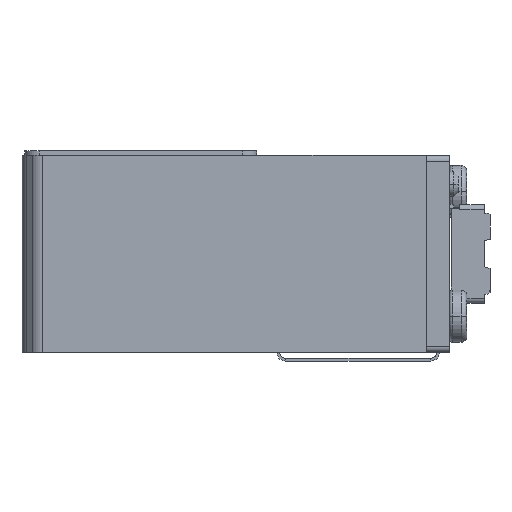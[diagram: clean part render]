
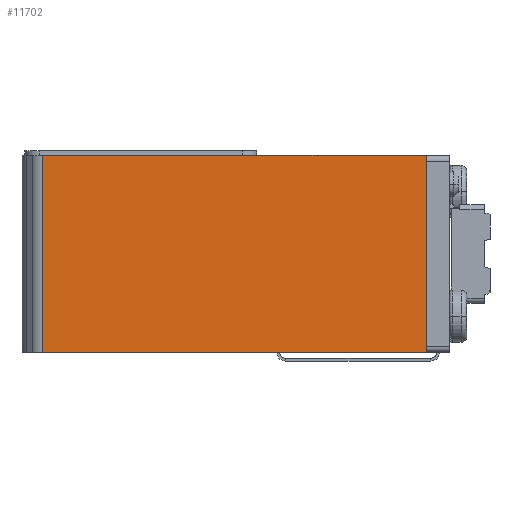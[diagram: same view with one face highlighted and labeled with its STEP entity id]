
A CAD part, left-side view. The second image highlights one B-rep face of the part: STEP entity #11702.
In plain terms, the highlighted planar face has unit normal (-1, 0, 0).
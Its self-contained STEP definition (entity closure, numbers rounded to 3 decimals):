
#201=DIRECTION('',(0.,-1.,0.));
#202=VECTOR('',#201,13.233);
#203=CARTESIAN_POINT('',(-2.,138.733,-6.7));
#204=LINE('',#203,#202);
#1329=DIRECTION('',(0.,-1.,0.));
#1330=VECTOR('',#1329,13.233);
#1331=CARTESIAN_POINT('',(-2.,138.733,0.1));
#1332=LINE('',#1331,#1330);
#3871=DIRECTION('',(0.,0.,-1.));
#3872=VECTOR('',#3871,6.8);
#3873=CARTESIAN_POINT('',(-2.,138.733,0.1));
#3874=LINE('',#3873,#3872);
#3878=DIRECTION('',(0.,0.,1.));
#3879=VECTOR('',#3878,6.8);
#3880=CARTESIAN_POINT('',(-2.,125.5,-6.7));
#3881=LINE('',#3880,#3879);
#6784=CARTESIAN_POINT('',(-2.,125.5,-6.7));
#6785=CARTESIAN_POINT('',(-2.,125.5,0.1));
#6786=VERTEX_POINT('',#6784);
#6787=VERTEX_POINT('',#6785);
#7044=CARTESIAN_POINT('',(-2.,138.733,-6.7));
#7046=VERTEX_POINT('',#7044);
#7050=CARTESIAN_POINT('',(-2.,138.733,0.1));
#7051=VERTEX_POINT('',#7050);
#11690=CARTESIAN_POINT('',(-2.,139.589,-6.7));
#11691=DIRECTION('',(-1.,0.,0.));
#11692=DIRECTION('',(0.,0.,1.));
#11693=AXIS2_PLACEMENT_3D('',#11690,#11691,#11692);
#11694=PLANE('',#11693);
#11696=ORIENTED_EDGE('',*,*,#11695,.F.);
#11697=ORIENTED_EDGE('',*,*,#8611,.T.);
#11698=ORIENTED_EDGE('',*,*,#11612,.F.);
#11699=ORIENTED_EDGE('',*,*,#7580,.F.);
#11700=EDGE_LOOP('',(#11696,#11697,#11698,#11699));
#11701=FACE_OUTER_BOUND('',#11700,.F.);
#7580=EDGE_CURVE('',#7046,#6786,#204,.T.);
#8611=EDGE_CURVE('',#7051,#6787,#1332,.T.);
#11612=EDGE_CURVE('',#6786,#6787,#3881,.T.);
#11695=EDGE_CURVE('',#7051,#7046,#3874,.T.);
#11702=ADVANCED_FACE('',(#11701),#11694,.T.);
